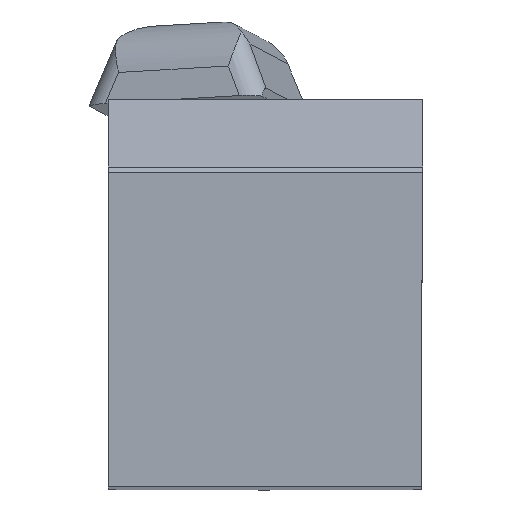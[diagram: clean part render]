
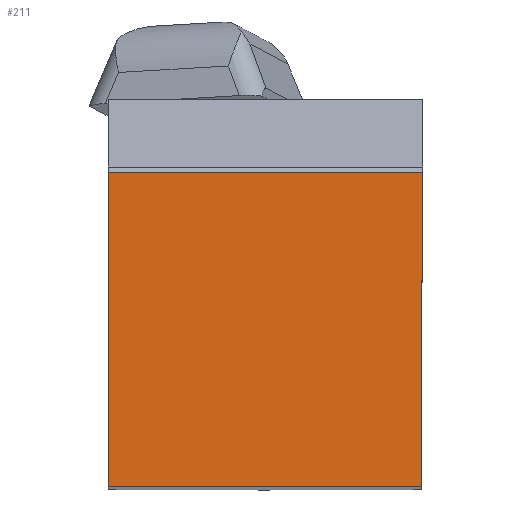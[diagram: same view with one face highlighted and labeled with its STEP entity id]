
A CAD part, top view. The second image highlights one B-rep face of the part: STEP entity #211.
In plain terms, the highlighted planar face has unit normal (0, 0, 1).
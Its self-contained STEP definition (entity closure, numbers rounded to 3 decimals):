
#144=FACE_OUTER_BOUND('',#630,.T.);
#211=ADVANCED_FACE('BLANK_BOXF006',(#144),#271,.F.);
#271=PLANE('',#1498);
#371=LINE('',#2177,#515);
#372=LINE('',#2180,#516);
#373=LINE('',#2182,#517);
#374=LINE('',#2184,#518);
#515=VECTOR('',#1727,1.);
#516=VECTOR('',#1728,1.);
#517=VECTOR('',#1729,1.);
#518=VECTOR('',#1730,1.);
#630=EDGE_LOOP('',(#801,#802,#803,#804));
#801=ORIENTED_EDGE('',*,*,#1258,.F.);
#802=ORIENTED_EDGE('',*,*,#1259,.F.);
#803=ORIENTED_EDGE('',*,*,#1260,.F.);
#804=ORIENTED_EDGE('',*,*,#1261,.F.);
#1115=VERTEX_POINT('',#2178);
#1116=VERTEX_POINT('',#2179);
#1117=VERTEX_POINT('',#2181);
#1118=VERTEX_POINT('',#2183);
#1258=EDGE_CURVE('',#1115,#1116,#371,.T.);
#1259=EDGE_CURVE('',#1117,#1115,#372,.T.);
#1260=EDGE_CURVE('',#1118,#1117,#373,.T.);
#1261=EDGE_CURVE('',#1116,#1118,#374,.T.);
#1498=AXIS2_PLACEMENT_3D('',#2185,#1731,#1732);
#1727=DIRECTION('',(0.,1.,0.));
#1728=DIRECTION('',(-1.,0.,0.));
#1729=DIRECTION('',(-0.004,-1.,0.));
#1730=DIRECTION('',(1.,0.,0.));
#1731=DIRECTION('',(0.,0.,-1.));
#1732=DIRECTION('',(-1.,0.,0.));
#2177=CARTESIAN_POINT('',(-19.875,-137.35,0.));
#2178=CARTESIAN_POINT('',(-19.875,0.,0.));
#2179=CARTESIAN_POINT('',(-19.875,19.875,0.));
#2180=CARTESIAN_POINT('',(137.35,0.,0.));
#2181=CARTESIAN_POINT('',(-0.087,0.,0.));
#2182=CARTESIAN_POINT('',(0.513,137.349,0.));
#2183=CARTESIAN_POINT('',(0.,19.875,0.));
#2184=CARTESIAN_POINT('',(-137.35,19.875,0.));
#2185=CARTESIAN_POINT('',(-24.875,-5.,0.));
